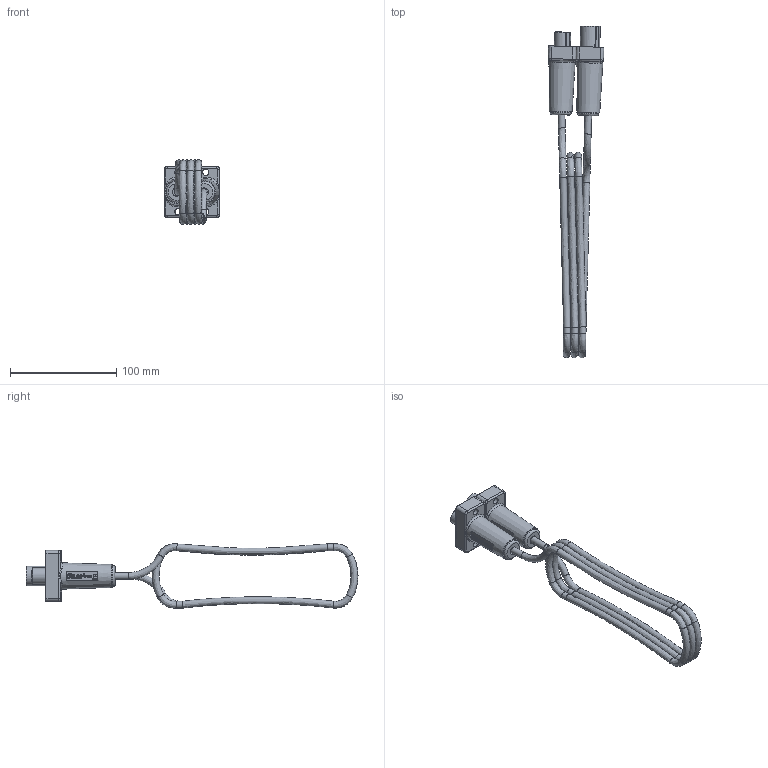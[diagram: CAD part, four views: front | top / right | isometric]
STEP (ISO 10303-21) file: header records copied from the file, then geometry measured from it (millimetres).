
FILE_DESCRIPTION(/* description */ (''),/* implementation_level */ '2;1');
FILE_NAME(/* name */ '50728 VerlängerungsKabel Hybrid 3 m.stp',/* time_stamp */ '2017-08-10T09:13:05+02:00',/* author */ ('guzb562'),/* organization */ (''),/* preprocessor_version */ 'ST-DEVELOPER v16.1',/* originating_system */ 'Autodesk Inventor 2016',/* authorisation */ '');
FILE_SCHEMA (('AUTOMOTIVE_DESIGN { 1 0 10303 214 3 1 1 }'));
Products named in the file (4): kabelpaket_3; stecker Hybrid1; stecker Hybrid2; 50728 VerlängerungsKabel Hybrid 3 m
Assembly tree (3 placements, depth 2):
  50728 VerlängerungsKabel Hybrid 3 m
    kabelpaket_3
    stecker Hybrid1
    stecker Hybrid2
Bounding box: 52.29 x 312.31 x 60.55 mm (x, y, z)
Volume: 122652.1 mm3; surface area: 49399.6 mm2
Topology: 3 solids, 3 shells, 1164 faces, 3176 edges, 2102 vertices
Faces by surface type: plane 806, bspline 265, cylinder 84, torus 6, cone 3
Full cylindrical faces by diameter (mm): 1.3 x4, 1.6 x4, 4.5 x1, 6 x4, 7.683 x2, 19.899 x2
Entity records: 45718 total; most frequent: CARTESIAN_POINT 17866, ORIENTED_EDGE 6298, DIRECTION 4681, EDGE_CURVE 3149, LINE 2401, VECTOR 2401, VERTEX_POINT 2096, EDGE_LOOP 1277
